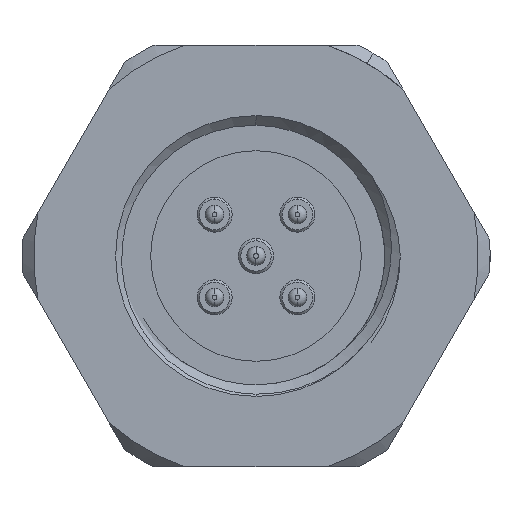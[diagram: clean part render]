
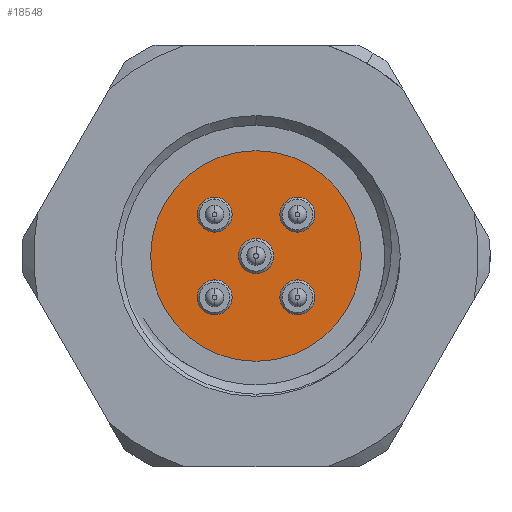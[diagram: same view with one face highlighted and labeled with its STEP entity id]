
A CAD part, left-side view. The second image highlights one B-rep face of the part: STEP entity #18548.
In plain terms, the highlighted face is planar.
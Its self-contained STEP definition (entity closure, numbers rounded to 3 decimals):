
#138 = FACE_OUTER_BOUND ( 'NONE', #4948, .T. ) ;
#865 = EDGE_CURVE ( 'NONE', #6311, #3199, #16917, .T. ) ;
#1568 = FACE_BOUND ( 'NONE', #14172, .T. ) ;
#1917 = DIRECTION ( 'NONE',  ( 1., 0., 0. ) ) ;
#2236 = CARTESIAN_POINT ( 'NONE',  ( 9.5, 1.768, 1.768 ) ) ;
#2408 = CARTESIAN_POINT ( 'NONE',  ( 9.5, 0., -0.75 ) ) ;
#2546 = CIRCLE ( 'NONE', #6763, 4.5 ) ;
#2887 = VERTEX_POINT ( 'NONE', #18101 ) ;
#3125 = DIRECTION ( 'NONE',  ( 1., 0., 0. ) ) ;
#3180 = ORIENTED_EDGE ( 'NONE', *, *, #3888, .F. ) ;
#3199 = VERTEX_POINT ( 'NONE', #12584 ) ;
#3203 = DIRECTION ( 'NONE',  ( 0., 0., -1. ) ) ;
#3244 = AXIS2_PLACEMENT_3D ( 'NONE', #9783, #7702, #6266 ) ;
#3702 = CIRCLE ( 'NONE', #12469, 0.75 ) ;
#3811 = ORIENTED_EDGE ( 'NONE', *, *, #9441, .F. ) ;
#3888 = EDGE_CURVE ( 'NONE', #5333, #16900, #19056, .T. ) ;
#4332 = AXIS2_PLACEMENT_3D ( 'NONE', #9676, #9779, #16700 ) ;
#4355 = CARTESIAN_POINT ( 'NONE',  ( 9.5, 0., 0.75 ) ) ;
#4583 = CARTESIAN_POINT ( 'NONE',  ( 9.5, 0., 4.5 ) ) ;
#4595 = ORIENTED_EDGE ( 'NONE', *, *, #8738, .F. ) ;
#4657 = AXIS2_PLACEMENT_3D ( 'NONE', #18567, #10201, #18356 ) ;
#4948 = EDGE_LOOP ( 'NONE', ( #6825, #10674 ) ) ;
#5162 = CARTESIAN_POINT ( 'NONE',  ( 9.5, 4.5, 0. ) ) ;
#5293 = CARTESIAN_POINT ( 'NONE',  ( 9.5, 0., 0. ) ) ;
#5333 = VERTEX_POINT ( 'NONE', #6872 ) ;
#5699 = EDGE_CURVE ( 'NONE', #12599, #16311, #16926, .T. ) ;
#5799 = VERTEX_POINT ( 'NONE', #20111 ) ;
#5915 = DIRECTION ( 'NONE',  ( -1., 0., 0. ) ) ;
#6210 = ORIENTED_EDGE ( 'NONE', *, *, #9274, .F. ) ;
#6266 = DIRECTION ( 'NONE',  ( 0., 0., -1. ) ) ;
#6311 = VERTEX_POINT ( 'NONE', #11680 ) ;
#6333 = EDGE_CURVE ( 'NONE', #2887, #9765, #8168, .T. ) ;
#6418 = CARTESIAN_POINT ( 'NONE',  ( 9.5, -1.768, 1.768 ) ) ;
#6763 = AXIS2_PLACEMENT_3D ( 'NONE', #16015, #5915, #7444 ) ;
#6783 = CIRCLE ( 'NONE', #15913, 0.75 ) ;
#6825 = ORIENTED_EDGE ( 'NONE', *, *, #10585, .F. ) ;
#6872 = CARTESIAN_POINT ( 'NONE',  ( 9.5, -1.768, 2.518 ) ) ;
#7237 = CARTESIAN_POINT ( 'NONE',  ( 9.5, 1.768, 2.518 ) ) ;
#7444 = DIRECTION ( 'NONE',  ( 0., 0., 1. ) ) ;
#7702 = DIRECTION ( 'NONE',  ( 1., 0., 0. ) ) ;
#7894 = EDGE_CURVE ( 'NONE', #16900, #5333, #9922, .T. ) ;
#8168 = CIRCLE ( 'NONE', #19730, 0.75 ) ;
#8178 = CIRCLE ( 'NONE', #4332, 0.75 ) ;
#8256 = FACE_BOUND ( 'NONE', #20952, .T. ) ;
#8458 = FACE_BOUND ( 'NONE', #11758, .T. ) ;
#8507 = CARTESIAN_POINT ( 'NONE',  ( 9.5, 0., 0. ) ) ;
#8738 = EDGE_CURVE ( 'NONE', #16311, #12599, #6783, .T. ) ;
#8909 = VERTEX_POINT ( 'NONE', #13739 ) ;
#9192 = CIRCLE ( 'NONE', #3244, 0.75 ) ;
#9206 = AXIS2_PLACEMENT_3D ( 'NONE', #16490, #21648, #3203 ) ;
#9274 = EDGE_CURVE ( 'NONE', #3199, #6311, #20810, .T. ) ;
#9441 = EDGE_CURVE ( 'NONE', #20399, #5799, #9192, .T. ) ;
#9673 = AXIS2_PLACEMENT_3D ( 'NONE', #5293, #10355, #10884 ) ;
#9676 = CARTESIAN_POINT ( 'NONE',  ( 9.5, -1.768, -1.768 ) ) ;
#9765 = VERTEX_POINT ( 'NONE', #14805 ) ;
#9779 = DIRECTION ( 'NONE',  ( 1., 0., 0. ) ) ;
#9783 = CARTESIAN_POINT ( 'NONE',  ( 9.5, 1.768, 1.768 ) ) ;
#9922 = CIRCLE ( 'NONE', #4657, 0.75 ) ;
#10034 = DIRECTION ( 'NONE',  ( 0., 0., -1. ) ) ;
#10108 = ORIENTED_EDGE ( 'NONE', *, *, #6333, .F. ) ;
#10201 = DIRECTION ( 'NONE',  ( 1., 0., 0. ) ) ;
#10355 = DIRECTION ( 'NONE',  ( -1., 0., 0. ) ) ;
#10585 = EDGE_CURVE ( 'NONE', #17212, #8909, #2546, .T. ) ;
#10674 = ORIENTED_EDGE ( 'NONE', *, *, #19357, .F. ) ;
#10728 = EDGE_LOOP ( 'NONE', ( #14145, #6210 ) ) ;
#10884 = DIRECTION ( 'NONE',  ( 0., 0., 1. ) ) ;
#10926 = EDGE_LOOP ( 'NONE', ( #18608, #4595 ) ) ;
#11043 = AXIS2_PLACEMENT_3D ( 'NONE', #5162, #11863, #18576 ) ;
#11680 = CARTESIAN_POINT ( 'NONE',  ( 9.5, 1.768, -2.518 ) ) ;
#11758 = EDGE_LOOP ( 'NONE', ( #15056, #3180 ) ) ;
#11863 = DIRECTION ( 'NONE',  ( -1., 0., 0. ) ) ;
#12129 = DIRECTION ( 'NONE',  ( 1., 0., 0. ) ) ;
#12469 = AXIS2_PLACEMENT_3D ( 'NONE', #2236, #1917, #18499 ) ;
#12584 = CARTESIAN_POINT ( 'NONE',  ( 9.5, 1.768, -1.018 ) ) ;
#12599 = VERTEX_POINT ( 'NONE', #2408 ) ;
#13514 = PLANE ( 'NONE',  #11043 ) ;
#13608 = EDGE_CURVE ( 'NONE', #9765, #2887, #8178, .T. ) ;
#13739 = CARTESIAN_POINT ( 'NONE',  ( 9.5, 0., -4.5 ) ) ;
#13846 = ORIENTED_EDGE ( 'NONE', *, *, #13608, .F. ) ;
#13939 = CARTESIAN_POINT ( 'NONE',  ( 9.5, -1.768, 1.018 ) ) ;
#14145 = ORIENTED_EDGE ( 'NONE', *, *, #865, .F. ) ;
#14172 = EDGE_LOOP ( 'NONE', ( #20213, #3811 ) ) ;
#14509 = DIRECTION ( 'NONE',  ( 0., 0., -1. ) ) ;
#14805 = CARTESIAN_POINT ( 'NONE',  ( 9.5, -1.768, -1.018 ) ) ;
#15056 = ORIENTED_EDGE ( 'NONE', *, *, #7894, .F. ) ;
#15149 = FACE_BOUND ( 'NONE', #10728, .T. ) ;
#15269 = DIRECTION ( 'NONE',  ( 1., 0., 0. ) ) ;
#15310 = DIRECTION ( 'NONE',  ( 0., 0., -1. ) ) ;
#15913 = AXIS2_PLACEMENT_3D ( 'NONE', #8507, #12129, #15310 ) ;
#16015 = CARTESIAN_POINT ( 'NONE',  ( 9.5, 0., 0. ) ) ;
#16311 = VERTEX_POINT ( 'NONE', #4355 ) ;
#16490 = CARTESIAN_POINT ( 'NONE',  ( 9.5, 1.768, -1.768 ) ) ;
#16700 = DIRECTION ( 'NONE',  ( 0., 0., -1. ) ) ;
#16900 = VERTEX_POINT ( 'NONE', #13939 ) ;
#16917 = CIRCLE ( 'NONE', #9206, 0.75 ) ;
#16926 = CIRCLE ( 'NONE', #18692, 0.75 ) ;
#17212 = VERTEX_POINT ( 'NONE', #4583 ) ;
#17706 = DIRECTION ( 'NONE',  ( 1., 0., 0. ) ) ;
#18101 = CARTESIAN_POINT ( 'NONE',  ( 9.5, -1.768, -2.518 ) ) ;
#18253 = FACE_BOUND ( 'NONE', #10926, .T. ) ;
#18356 = DIRECTION ( 'NONE',  ( 0., 0., -1. ) ) ;
#18499 = DIRECTION ( 'NONE',  ( 0., 0., -1. ) ) ;
#18506 = CARTESIAN_POINT ( 'NONE',  ( 9.5, -1.768, -1.768 ) ) ;
#18548 = ADVANCED_FACE ( 'NONE', ( #18253, #1568, #8458, #8256, #15149, #138 ), #13514, .F. ) ;
#18567 = CARTESIAN_POINT ( 'NONE',  ( 9.5, -1.768, 1.768 ) ) ;
#18576 = DIRECTION ( 'NONE',  ( 0., 0., 1. ) ) ;
#18608 = ORIENTED_EDGE ( 'NONE', *, *, #5699, .F. ) ;
#18692 = AXIS2_PLACEMENT_3D ( 'NONE', #18691, #15269, #21646 ) ;
#18691 = CARTESIAN_POINT ( 'NONE',  ( 9.5, 0., 0. ) ) ;
#19056 = CIRCLE ( 'NONE', #19758, 0.75 ) ;
#19122 = EDGE_CURVE ( 'NONE', #5799, #20399, #3702, .T. ) ;
#19357 = EDGE_CURVE ( 'NONE', #8909, #17212, #19839, .T. ) ;
#19728 = AXIS2_PLACEMENT_3D ( 'NONE', #21529, #17706, #14509 ) ;
#19730 = AXIS2_PLACEMENT_3D ( 'NONE', #18506, #3125, #20026 ) ;
#19758 = AXIS2_PLACEMENT_3D ( 'NONE', #6418, #21567, #10034 ) ;
#19839 = CIRCLE ( 'NONE', #9673, 4.5 ) ;
#20026 = DIRECTION ( 'NONE',  ( 0., 0., -1. ) ) ;
#20111 = CARTESIAN_POINT ( 'NONE',  ( 9.5, 1.768, 1.018 ) ) ;
#20213 = ORIENTED_EDGE ( 'NONE', *, *, #19122, .F. ) ;
#20399 = VERTEX_POINT ( 'NONE', #7237 ) ;
#20810 = CIRCLE ( 'NONE', #19728, 0.75 ) ;
#20952 = EDGE_LOOP ( 'NONE', ( #10108, #13846 ) ) ;
#21529 = CARTESIAN_POINT ( 'NONE',  ( 9.5, 1.768, -1.768 ) ) ;
#21567 = DIRECTION ( 'NONE',  ( 1., 0., 0. ) ) ;
#21646 = DIRECTION ( 'NONE',  ( 0., 0., -1. ) ) ;
#21648 = DIRECTION ( 'NONE',  ( 1., 0., 0. ) ) ;
